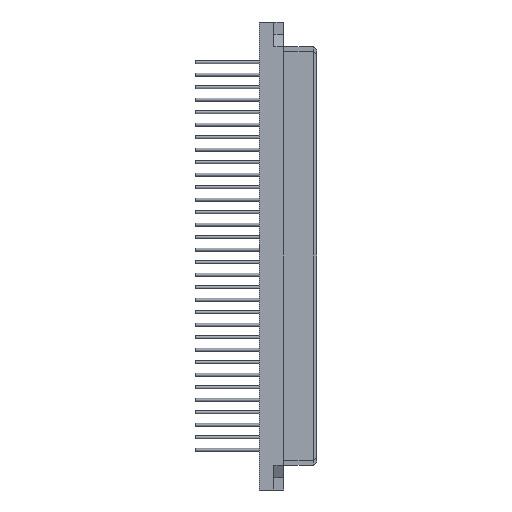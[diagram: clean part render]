
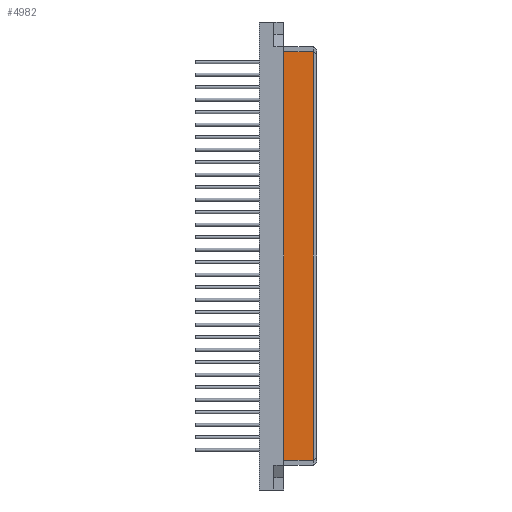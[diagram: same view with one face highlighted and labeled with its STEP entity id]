
A CAD part, front view. The second image highlights one B-rep face of the part: STEP entity #4982.
In plain terms, the highlighted planar face has unit normal (0, -1, 0).
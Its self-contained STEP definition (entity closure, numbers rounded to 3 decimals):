
#3291=LINE('',#14970,#4135);
#3293=LINE('',#14974,#4137);
#3294=LINE('',#14976,#4138);
#3295=LINE('',#14978,#4139);
#4135=VECTOR('',#12826,1.);
#4137=VECTOR('',#12830,1.);
#4138=VECTOR('',#12831,1.);
#4139=VECTOR('',#12832,1.);
#4982=ADVANCED_FACE('',(#5811),#5397,.T.);
#5397=PLANE('',#10847);
#5811=FACE_OUTER_BOUND('',#6351,.T.);
#6351=EDGE_LOOP('',(#8004,#8005,#8006,#8007));
#8004=ORIENTED_EDGE('',*,*,#10071,.T.);
#8005=ORIENTED_EDGE('',*,*,#10069,.T.);
#8006=ORIENTED_EDGE('',*,*,#10072,.F.);
#8007=ORIENTED_EDGE('',*,*,#10073,.T.);
#9119=VERTEX_POINT('',#14969);
#9120=VERTEX_POINT('',#14971);
#9121=VERTEX_POINT('',#14975);
#9122=VERTEX_POINT('',#14977);
#10069=EDGE_CURVE('',#9120,#9119,#3291,.T.);
#10071=EDGE_CURVE('',#9121,#9120,#3293,.T.);
#10072=EDGE_CURVE('',#9122,#9119,#3294,.T.);
#10073=EDGE_CURVE('',#9122,#9121,#3295,.T.);
#10847=AXIS2_PLACEMENT_3D('',#14979,#12833,#12834);
#12826=DIRECTION('',(-1.,0.,0.));
#12830=DIRECTION('',(0.,0.,1.));
#12831=DIRECTION('',(0.,0.,1.));
#12832=DIRECTION('',(1.,0.,0.));
#12833=DIRECTION('',(0.,-1.,0.));
#12834=DIRECTION('',(1.,0.,0.));
#14969=CARTESIAN_POINT('',(-7.491,-42.486,167.55));
#14970=CARTESIAN_POINT('',(-1.441,-42.486,167.55));
#14971=CARTESIAN_POINT('',(-1.441,-42.486,167.55));
#14974=CARTESIAN_POINT('',(-1.441,-42.486,84.55));
#14975=CARTESIAN_POINT('',(-1.441,-42.486,84.55));
#14976=CARTESIAN_POINT('',(-7.491,-42.486,84.55));
#14977=CARTESIAN_POINT('',(-7.491,-42.486,84.55));
#14978=CARTESIAN_POINT('',(-7.491,-42.486,84.55));
#14979=CARTESIAN_POINT('',(-7.491,-42.486,78.55));
